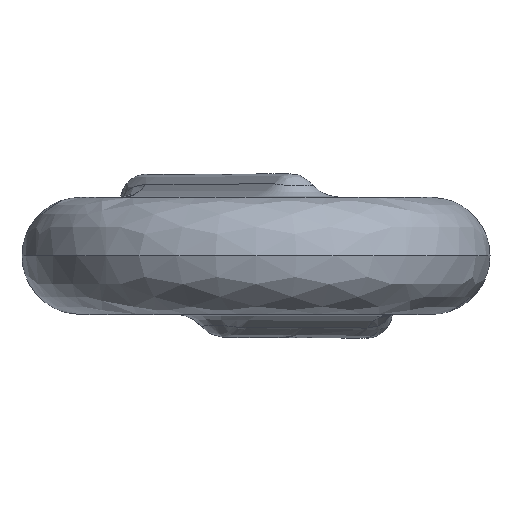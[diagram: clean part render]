
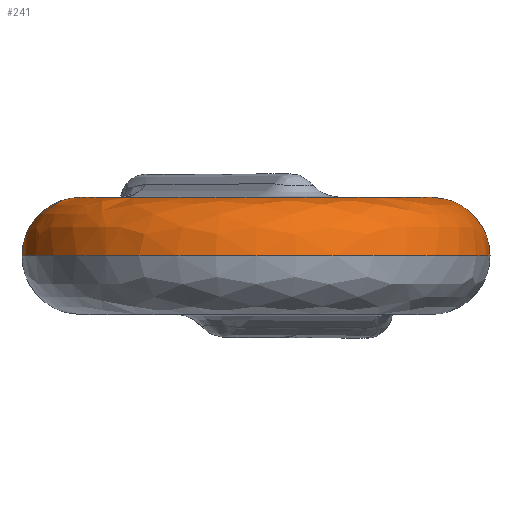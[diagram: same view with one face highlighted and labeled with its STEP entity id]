
A CAD part, top view. The second image highlights one B-rep face of the part: STEP entity #241.
In plain terms, the highlighted free-form (B-spline) face has degree [3, 3] with [4, 4] control points.
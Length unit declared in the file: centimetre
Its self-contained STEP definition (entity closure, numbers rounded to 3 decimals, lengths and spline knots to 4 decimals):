
#241 = ADVANCED_FACE ( 'NONE', ( #9052 ), #7351, .T. ) ;
#369 = CARTESIAN_POINT ( 'NONE',  ( 0., 0., 1.4834 ) ) ;
#917 =( BOUNDED_CURVE ( )  B_SPLINE_CURVE ( 3, ( #8488, #3449, #2036, #4201 ),
 .UNSPECIFIED., .F., .F. ) 
 B_SPLINE_CURVE_WITH_KNOTS ( ( 4, 4 ),
 ( 0.3292, 0.8787 ),
 .UNSPECIFIED. ) 
 CURVE ( )  GEOMETRIC_REPRESENTATION_ITEM ( )  RATIONAL_B_SPLINE_CURVE ( ( 1., 0.333, 0.333, 1. ) ) 
 REPRESENTATION_ITEM ( '' )  );
#1416 = CARTESIAN_POINT ( 'NONE',  ( -0.6, 0.2, 2.6834 ) ) ;
#2036 = CARTESIAN_POINT ( 'NONE',  ( -0.6, 0.2, 2.6834 ) ) ;
#2069 = CARTESIAN_POINT ( 'NONE',  ( 0.7172, 0.2, 1.4834 ) ) ;
#2363 = EDGE_CURVE ( 'NONE', #8212, #3019, #5638, .T. ) ;
#2549 = CARTESIAN_POINT ( 'NONE',  ( -0.8, 0., 1.4834 ) ) ;
#2574 = CARTESIAN_POINT ( 'NONE',  ( 0.8, 0., 1.4834 ) ) ;
#2725 = CARTESIAN_POINT ( 'NONE',  ( 0.6, 0.2, 2.6834 ) ) ;
#2774 = CARTESIAN_POINT ( 'NONE',  ( -0.7172, 0.2, 1.4834 ) ) ;
#2905 = DIRECTION ( 'NONE',  ( -1., 0., 0. ) ) ;
#3019 = VERTEX_POINT ( 'NONE', #2574 ) ;
#3107 = CARTESIAN_POINT ( 'NONE',  ( 0.8, 0., 3.0834 ) ) ;
#3182 = VERTEX_POINT ( 'NONE', #7132 ) ;
#3449 = CARTESIAN_POINT ( 'NONE',  ( 0.6, 0.2, 2.6834 ) ) ;
#3528 = CARTESIAN_POINT ( 'NONE',  ( -0.6, 0.2, 1.4834 ) ) ;
#3972 = ORIENTED_EDGE ( 'NONE', *, *, #7818, .T. ) ;
#3984 = ORIENTED_EDGE ( 'NONE', *, *, #7490, .T. ) ;
#4201 = CARTESIAN_POINT ( 'NONE',  ( -0.6, 0.2, 1.4834 ) ) ;
#4234 = CARTESIAN_POINT ( 'NONE',  ( -0.8, 0.1171, 1.4834 ) ) ;
#4421 = CARTESIAN_POINT ( 'NONE',  ( -0.8, 0., 1.4834 ) ) ;
#4920 = ORIENTED_EDGE ( 'NONE', *, *, #2363, .F. ) ;
#5029 = CARTESIAN_POINT ( 'NONE',  ( 0.8, 0.1171, 1.4834 ) ) ;
#5078 = CARTESIAN_POINT ( 'NONE',  ( -0.8, 0., 3.0834 ) ) ;
#5196 = VERTEX_POINT ( 'NONE', #2549 ) ;
#5327 = CARTESIAN_POINT ( 'NONE',  ( 0.6, 0.2, 1.4834 ) ) ;
#5415 = ORIENTED_EDGE ( 'NONE', *, *, #8051, .T. ) ;
#5495 = CARTESIAN_POINT ( 'NONE',  ( 0.6, 0., 1.4834 ) ) ;
#5633 = CARTESIAN_POINT ( 'NONE',  ( -0.7172, 0.2, 2.9177 ) ) ;
#5638 = CIRCLE ( 'NONE', #7469, 0.2 ) ;
#6116 = DIRECTION ( 'NONE',  ( 0., 1., 0. ) ) ;
#6354 = AXIS2_PLACEMENT_3D ( 'NONE', #7757, #8510, #2905 ) ;
#6406 = CIRCLE ( 'NONE', #6354, 0.2 ) ;
#6780 = DIRECTION ( 'NONE',  ( 1., 0., 0. ) ) ;
#7104 = CARTESIAN_POINT ( 'NONE',  ( -0.8, 0.1171, 3.0834 ) ) ;
#7132 = CARTESIAN_POINT ( 'NONE',  ( -0.6, 0.2, 1.4834 ) ) ;
#7154 = CARTESIAN_POINT ( 'NONE',  ( 0.8, 0.1171, 3.0834 ) ) ;
#7351 =( BOUNDED_SURFACE ( )  B_SPLINE_SURFACE ( 3, 3, ( 
 ( #3528, #1416, #2725, #8474 ),
 ( #2774, #5633, #8520, #2069 ),
 ( #4234, #7104, #7154, #5029 ),
 ( #4421, #5078, #3107, #8616 ) ),
 .UNSPECIFIED., .F., .F., .F. ) 
 B_SPLINE_SURFACE_WITH_KNOTS ( ( 4, 4 ),
 ( 4, 4 ),
 ( 0., 1. ),
 ( 0., 1. ),
 .UNSPECIFIED. ) 
 GEOMETRIC_REPRESENTATION_ITEM ( )  RATIONAL_B_SPLINE_SURFACE ( (
 ( 1., 0.333, 0.333, 1.),
 ( 0.805, 0.268, 0.268, 0.805),
 ( 0.805, 0.268, 0.268, 0.805),
 ( 1., 0.333, 0.333, 1.) ) ) 
 REPRESENTATION_ITEM ( '' )  SURFACE ( )  );
#7409 = EDGE_LOOP ( 'NONE', ( #5415, #3984, #3972, #4920 ) ) ;
#7469 = AXIS2_PLACEMENT_3D ( 'NONE', #5495, #7677, #8204 ) ;
#7490 = EDGE_CURVE ( 'NONE', #3182, #5196, #6406, .T. ) ;
#7569 = CIRCLE ( 'NONE', #9211, 0.8 ) ;
#7677 = DIRECTION ( 'NONE',  ( 0., 0., -1. ) ) ;
#7757 = CARTESIAN_POINT ( 'NONE',  ( -0.6, 0., 1.4834 ) ) ;
#7818 = EDGE_CURVE ( 'NONE', #5196, #3019, #7569, .T. ) ;
#8051 = EDGE_CURVE ( 'NONE', #8212, #3182, #917, .T. ) ;
#8204 = DIRECTION ( 'NONE',  ( 1., 0., 0. ) ) ;
#8212 = VERTEX_POINT ( 'NONE', #5327 ) ;
#8474 = CARTESIAN_POINT ( 'NONE',  ( 0.6, 0.2, 1.4834 ) ) ;
#8488 = CARTESIAN_POINT ( 'NONE',  ( 0.6, 0.2, 1.4834 ) ) ;
#8510 = DIRECTION ( 'NONE',  ( 0., 0., 1. ) ) ;
#8520 = CARTESIAN_POINT ( 'NONE',  ( 0.7172, 0.2, 2.9177 ) ) ;
#8616 = CARTESIAN_POINT ( 'NONE',  ( 0.8, 0., 1.4834 ) ) ;
#9052 = FACE_OUTER_BOUND ( 'NONE', #7409, .T. ) ;
#9211 = AXIS2_PLACEMENT_3D ( 'NONE', #369, #6116, #6780 ) ;
